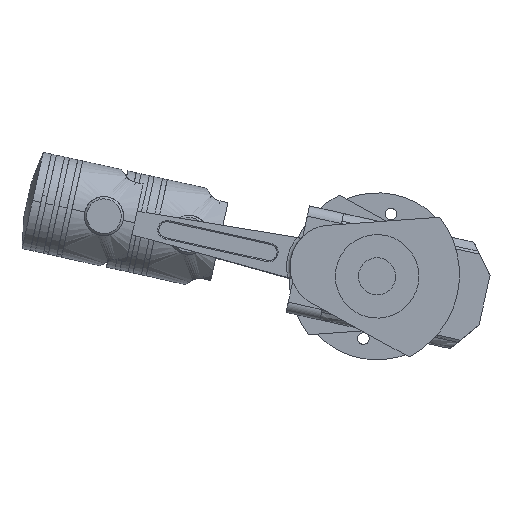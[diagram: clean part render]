
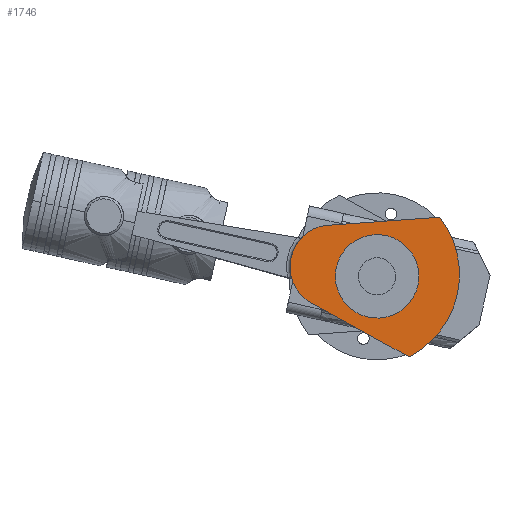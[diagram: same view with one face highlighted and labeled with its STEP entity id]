
A CAD part, front view. The second image highlights one B-rep face of the part: STEP entity #1746.
In plain terms, the highlighted free-form (B-spline) face has degree [1, 1] with [2, 2] control points.
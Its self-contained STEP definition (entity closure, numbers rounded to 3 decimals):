
#1484 = VERTEX_POINT('',#1485);
#1485 = CARTESIAN_POINT('',(68.658,117.165,
    -15.443));
#1490 = EDGE_CURVE('',#1484,#1491,#1493,.T.);
#1491 = VERTEX_POINT('',#1492);
#1492 = CARTESIAN_POINT('',(27.36,117.165,
    -69.021));
#1493 = ( BOUNDED_CURVE() B_SPLINE_CURVE(2,(#1494,#1495,#1496),
.UNSPECIFIED.,.F.,.F.) B_SPLINE_CURVE_WITH_KNOTS((3,3),(0.,
0.88),.PIECEWISE_BEZIER_KNOTS.) CURVE() 
GEOMETRIC_REPRESENTATION_ITEM() RATIONAL_B_SPLINE_CURVE((1.,
0.905,1.)) REPRESENTATION_ITEM('') );
#1494 = CARTESIAN_POINT('',(68.658,117.165,
    -15.443));
#1495 = CARTESIAN_POINT('',(60.616,117.165,
    -51.95));
#1496 = CARTESIAN_POINT('',(27.36,117.165,
    -69.021));
#1513 = EDGE_CURVE('',#1514,#1516,#1518,.T.);
#1514 = VERTEX_POINT('',#1515);
#1515 = CARTESIAN_POINT('',(-34.916,117.165,
    7.655));
#1516 = VERTEX_POINT('',#1517);
#1517 = CARTESIAN_POINT('',(34.901,117.165,
    -7.724));
#1518 = ( BOUNDED_CURVE() B_SPLINE_CURVE(2,(#1519,#1520,#1521,#1522,
#1523),.UNSPECIFIED.,.F.,.F.) B_SPLINE_CURVE_WITH_KNOTS((3,2,3),(0.,
1.571,3.142),.PIECEWISE_BEZIER_KNOTS.) CURVE() 
GEOMETRIC_REPRESENTATION_ITEM() RATIONAL_B_SPLINE_CURVE((1.,
0.707,1.,0.707,1.)) REPRESENTATION_ITEM('') );
#1519 = CARTESIAN_POINT('',(-34.916,117.165,
    7.655));
#1520 = CARTESIAN_POINT('',(-27.226,117.165,
    42.564));
#1521 = CARTESIAN_POINT('',(7.682,117.165,
    34.874));
#1522 = CARTESIAN_POINT('',(42.59,117.165,
    27.184));
#1523 = CARTESIAN_POINT('',(34.901,117.165,
    -7.724));
#1562 = EDGE_CURVE('',#1516,#1514,#1563,.T.);
#1563 = ( BOUNDED_CURVE() B_SPLINE_CURVE(2,(#1564,#1565,#1566,#1567,
#1568),.UNSPECIFIED.,.F.,.F.) B_SPLINE_CURVE_WITH_KNOTS((3,2,3),(
    3.142,4.712,6.283),
.PIECEWISE_BEZIER_KNOTS.) CURVE() GEOMETRIC_REPRESENTATION_ITEM() 
RATIONAL_B_SPLINE_CURVE((1.,0.707,1.,0.707,1.)) 
REPRESENTATION_ITEM('') );
#1564 = CARTESIAN_POINT('',(34.901,117.165,
    -7.724));
#1565 = CARTESIAN_POINT('',(27.211,117.165,
    -42.633));
#1566 = CARTESIAN_POINT('',(-7.697,117.165,
    -34.943));
#1567 = CARTESIAN_POINT('',(-42.606,117.165,
    -27.253));
#1568 = CARTESIAN_POINT('',(-34.916,117.165,
    7.655));
#1624 = VERTEX_POINT('',#1625);
#1625 = CARTESIAN_POINT('',(53.695,117.165,
    50.529));
#1630 = EDGE_CURVE('',#1624,#1484,#1631,.T.);
#1631 = ( BOUNDED_CURVE() B_SPLINE_CURVE(2,(#1632,#1633,#1634),
.UNSPECIFIED.,.F.,.F.) B_SPLINE_CURVE_WITH_KNOTS((3,3),(5.403,
6.283),.PIECEWISE_BEZIER_KNOTS.) CURVE() 
GEOMETRIC_REPRESENTATION_ITEM() RATIONAL_B_SPLINE_CURVE((1.,
0.905,1.)) REPRESENTATION_ITEM('') );
#1632 = CARTESIAN_POINT('',(53.695,117.165,
    50.529));
#1633 = CARTESIAN_POINT('',(76.701,117.165,
    21.064));
#1634 = CARTESIAN_POINT('',(68.658,117.165,
    -15.443));
#1646 = EDGE_CURVE('',#1491,#1647,#1649,.T.);
#1647 = VERTEX_POINT('',#1648);
#1648 = CARTESIAN_POINT('',(-58.738,117.165,
    -21.447));
#1649 = B_SPLINE_CURVE_WITH_KNOTS('',1,(#1650,#1651),.UNSPECIFIED.,.F.,
  .F.,(2,2),(0.,99.069),.PIECEWISE_BEZIER_KNOTS.);
#1650 = CARTESIAN_POINT('',(27.36,117.165,
    -69.021));
#1651 = CARTESIAN_POINT('',(-58.738,117.165,
    -21.447));
#1674 = EDGE_CURVE('',#1647,#1675,#1677,.T.);
#1675 = VERTEX_POINT('',#1676);
#1676 = CARTESIAN_POINT('',(-44.423,117.165,
    43.536));
#1677 = ( BOUNDED_CURVE() B_SPLINE_CURVE(2,(#1678,#1679,#1680),
.UNSPECIFIED.,.F.,.F.) B_SPLINE_CURVE_WITH_KNOTS((3,3),(5.087,
7.48),.PIECEWISE_BEZIER_KNOTS.) CURVE() 
GEOMETRIC_REPRESENTATION_ITEM() RATIONAL_B_SPLINE_CURVE((1.,
0.366,1.)) REPRESENTATION_ITEM('') );
#1678 = CARTESIAN_POINT('',(-58.738,117.165,
    -21.447));
#1679 = CARTESIAN_POINT('',(-134.303,117.165,
    29.267));
#1680 = CARTESIAN_POINT('',(-44.423,117.165,
    43.536));
#1706 = EDGE_CURVE('',#1675,#1624,#1707,.T.);
#1707 = B_SPLINE_CURVE_WITH_KNOTS('',1,(#1708,#1709),.UNSPECIFIED.,.F.,
  .F.,(2,2),(-99.069,0.),.PIECEWISE_BEZIER_KNOTS.);
#1708 = CARTESIAN_POINT('',(-44.423,117.165,
    43.536));
#1709 = CARTESIAN_POINT('',(53.695,117.165,
    50.529));
#1746 = ADVANCED_FACE('',(#1747,#1751),#1758,.T.);
#1747 = FACE_BOUND('',#1748,.T.);
#1748 = EDGE_LOOP('',(#1749,#1750));
#1749 = ORIENTED_EDGE('',*,*,#1562,.T.);
#1750 = ORIENTED_EDGE('',*,*,#1513,.T.);
#1751 = FACE_BOUND('',#1752,.T.);
#1752 = EDGE_LOOP('',(#1753,#1754,#1755,#1756,#1757));
#1753 = ORIENTED_EDGE('',*,*,#1630,.F.);
#1754 = ORIENTED_EDGE('',*,*,#1706,.F.);
#1755 = ORIENTED_EDGE('',*,*,#1674,.F.);
#1756 = ORIENTED_EDGE('',*,*,#1646,.F.);
#1757 = ORIENTED_EDGE('',*,*,#1490,.F.);
#1758 = B_SPLINE_SURFACE_WITH_KNOTS('',1,1,(
    (#1759,#1760)
    ,(#1761,#1762
    )),.UNSPECIFIED.,.F.,.F.,.F.,(2,2),(2,2),(-66.839,80.),(
    -61.645,61.645),.PIECEWISE_BEZIER_KNOTS.);
#1759 = CARTESIAN_POINT('',(-86.895,117.165,
    -43.852));
#1760 = CARTESIAN_POINT('',(-60.559,117.165,
    75.698));
#1761 = CARTESIAN_POINT('',(55.491,117.165,
    -75.218));
#1762 = CARTESIAN_POINT('',(81.826,117.165,
    44.333));
